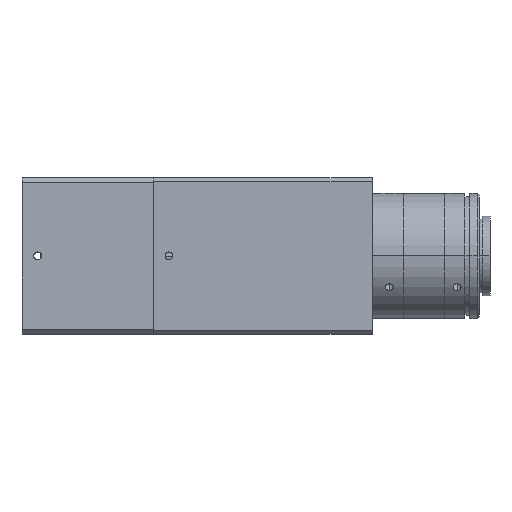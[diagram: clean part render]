
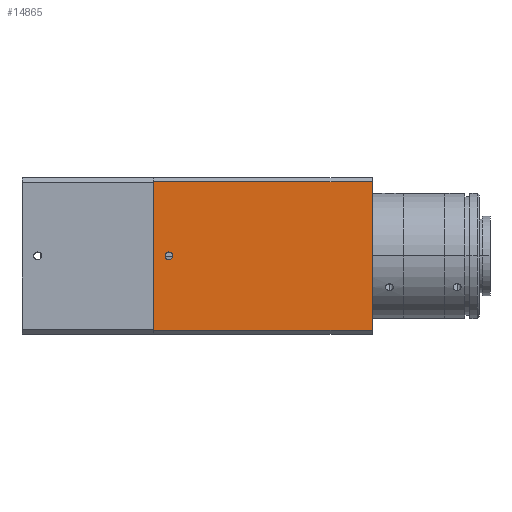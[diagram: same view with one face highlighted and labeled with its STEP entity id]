
A CAD part, top view. The second image highlights one B-rep face of the part: STEP entity #14865.
In plain terms, the highlighted planar face has unit normal (0, 0, 1).
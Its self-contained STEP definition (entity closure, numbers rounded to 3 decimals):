
#432 = AXIS2_PLACEMENT_3D ( 'NONE', #11894, #2751, #13427 ) ;
#481 = VECTOR ( 'NONE', #4782, 1000. ) ;
#1254 = CARTESIAN_POINT ( 'NONE',  ( -71., 25., 25. ) ) ;
#1529 = DIRECTION ( 'NONE',  ( 0., -1., 0. ) ) ;
#1619 = LINE ( 'NONE', #1254, #12821 ) ;
#1962 = AXIS2_PLACEMENT_3D ( 'NONE', #8203, #18850, #9738 ) ;
#2247 = VERTEX_POINT ( 'NONE', #14359 ) ;
#2751 = DIRECTION ( 'NONE',  ( 0., 0., 1. ) ) ;
#3364 = VECTOR ( 'NONE', #3670, 1000. ) ;
#3403 = ORIENTED_EDGE ( 'NONE', *, *, #5486, .F. ) ;
#3444 = EDGE_CURVE ( 'NONE', #8362, #2247, #1619, .T. ) ;
#3595 = CIRCLE ( 'NONE', #1962, 1.25 ) ;
#3670 = DIRECTION ( 'NONE',  ( 1., 0., 0. ) ) ;
#4156 = ORIENTED_EDGE ( 'NONE', *, *, #3444, .T. ) ;
#4747 = VERTEX_POINT ( 'NONE', #15080 ) ;
#4782 = DIRECTION ( 'NONE',  ( -1., 0., 0. ) ) ;
#5127 = CARTESIAN_POINT ( 'NONE',  ( -203.674, -23.775, 25. ) ) ;
#5438 = FACE_OUTER_BOUND ( 'NONE', #13672, .T. ) ;
#5486 = EDGE_CURVE ( 'NONE', #8391, #4747, #3595, .T. ) ;
#6150 = CARTESIAN_POINT ( 'NONE',  ( -71., 23.775, 25. ) ) ;
#6254 = CARTESIAN_POINT ( 'NONE',  ( -203.674, 23.775, 25. ) ) ;
#6278 = CARTESIAN_POINT ( 'NONE',  ( -66., -1.25, 25. ) ) ;
#7375 = DIRECTION ( 'NONE',  ( 0., -1., 0. ) ) ;
#7486 = CARTESIAN_POINT ( 'NONE',  ( -71., 25., 25. ) ) ;
#8203 = CARTESIAN_POINT ( 'NONE',  ( -66., 0., 25. ) ) ;
#8288 = ORIENTED_EDGE ( 'NONE', *, *, #8956, .T. ) ;
#8362 = VERTEX_POINT ( 'NONE', #6150 ) ;
#8391 = VERTEX_POINT ( 'NONE', #6278 ) ;
#8594 = LINE ( 'NONE', #6254, #481 ) ;
#8758 = EDGE_CURVE ( 'NONE', #4747, #8391, #12469, .T. ) ;
#8956 = EDGE_CURVE ( 'NONE', #18880, #8362, #8594, .T. ) ;
#8974 = DIRECTION ( 'NONE',  ( 0., 0., 1. ) ) ;
#9082 = CARTESIAN_POINT ( 'NONE',  ( -1., 25., 25. ) ) ;
#9334 = EDGE_CURVE ( 'NONE', #2247, #12033, #10006, .T. ) ;
#9738 = DIRECTION ( 'NONE',  ( 0., -1., 0. ) ) ;
#9743 = ORIENTED_EDGE ( 'NONE', *, *, #9334, .T. ) ;
#10006 = LINE ( 'NONE', #5127, #3364 ) ;
#10689 = CARTESIAN_POINT ( 'NONE',  ( -1., -23.775, 25. ) ) ;
#11626 = ORIENTED_EDGE ( 'NONE', *, *, #8758, .F. ) ;
#11643 = ORIENTED_EDGE ( 'NONE', *, *, #15470, .F. ) ;
#11894 = CARTESIAN_POINT ( 'NONE',  ( -66., 0., 25. ) ) ;
#11920 = VECTOR ( 'NONE', #1529, 1000. ) ;
#12033 = VERTEX_POINT ( 'NONE', #10689 ) ;
#12469 = CIRCLE ( 'NONE', #432, 1.25 ) ;
#12658 = EDGE_LOOP ( 'NONE', ( #3403, #11626 ) ) ;
#12821 = VECTOR ( 'NONE', #7375, 1000. ) ;
#13427 = DIRECTION ( 'NONE',  ( 0., -1., 0. ) ) ;
#13672 = EDGE_LOOP ( 'NONE', ( #8288, #4156, #9743, #11643 ) ) ;
#14359 = CARTESIAN_POINT ( 'NONE',  ( -71., -23.775, 25. ) ) ;
#14865 = ADVANCED_FACE ( 'NONE', ( #17090, #5438 ), #19579, .T. ) ;
#15080 = CARTESIAN_POINT ( 'NONE',  ( -66., 1.25, 25. ) ) ;
#15470 = EDGE_CURVE ( 'NONE', #18880, #12033, #16428, .T. ) ;
#16428 = LINE ( 'NONE', #9082, #11920 ) ;
#17090 = FACE_BOUND ( 'NONE', #12658, .T. ) ;
#18850 = DIRECTION ( 'NONE',  ( 0., 0., 1. ) ) ;
#18880 = VERTEX_POINT ( 'NONE', #19008 ) ;
#19008 = CARTESIAN_POINT ( 'NONE',  ( -1., 23.775, 25. ) ) ;
#19013 = AXIS2_PLACEMENT_3D ( 'NONE', #7486, #8974, #19652 ) ;
#19579 = PLANE ( 'NONE',  #19013 ) ;
#19652 = DIRECTION ( 'NONE',  ( -1., 0., 0. ) ) ;
